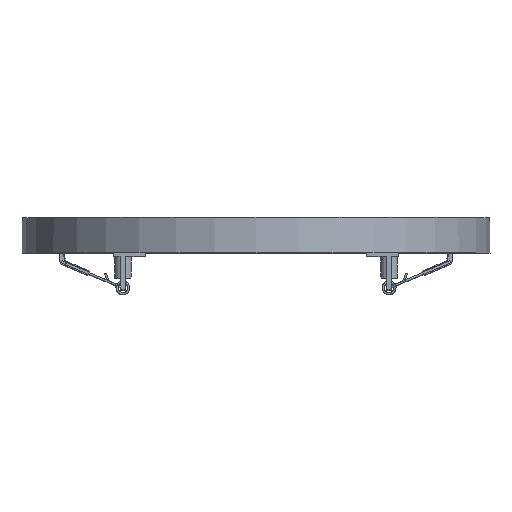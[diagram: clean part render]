
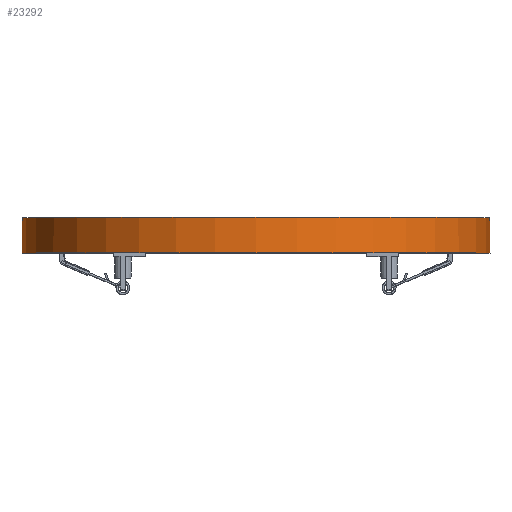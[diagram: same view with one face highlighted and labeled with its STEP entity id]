
A CAD part, top view. The second image highlights one B-rep face of the part: STEP entity #23292.
In plain terms, the highlighted conical face has half-angle 0.6 degrees and reference radius 144.94 mm.
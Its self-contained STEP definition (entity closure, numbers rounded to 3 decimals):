
#912 = AXIS2_PLACEMENT_3D ( 'NONE', #5967, #10007, #4137 ) ;
#1367 = FACE_BOUND ( 'NONE', #5539, .T. ) ;
#2970 = CIRCLE ( 'NONE', #912, 145.054 ) ;
#3235 = CIRCLE ( 'NONE', #23240, 144.824 ) ;
#4137 = DIRECTION ( 'NONE',  ( 1., 0., 0. ) ) ;
#5129 = CARTESIAN_POINT ( 'NONE',  ( 0., 0., -10.901 ) ) ;
#5143 = DIRECTION ( 'NONE',  ( 0., 0., 1. ) ) ;
#5278 = ORIENTED_EDGE ( 'NONE', *, *, #6237, .T. ) ;
#5539 = EDGE_LOOP ( 'NONE', ( #20267 ) ) ;
#5967 = CARTESIAN_POINT ( 'NONE',  ( 0., 0., 0. ) ) ;
#6237 = EDGE_CURVE ( 'NONE', #19482, #19482, #2970, .T. ) ;
#7004 = EDGE_LOOP ( 'NONE', ( #5278 ) ) ;
#7408 = CONICAL_SURFACE ( 'NONE', #22016, 144.94, 0.01 ) ;
#9330 = DIRECTION ( 'NONE',  ( 0., -1., 0. ) ) ;
#10007 = DIRECTION ( 'NONE',  ( 0., 0., -1. ) ) ;
#12961 = CARTESIAN_POINT ( 'NONE',  ( 145.054, 0., 0. ) ) ;
#13227 = CARTESIAN_POINT ( 'NONE',  ( 0., -144.824, -22. ) ) ;
#16478 = EDGE_CURVE ( 'NONE', #21035, #21035, #3235, .T. ) ;
#17056 = FACE_OUTER_BOUND ( 'NONE', #7004, .T. ) ;
#17322 = DIRECTION ( 'NONE',  ( 1., 0., 0. ) ) ;
#19139 = DIRECTION ( 'NONE',  ( 0., 0., 1. ) ) ;
#19482 = VERTEX_POINT ( 'NONE', #12961 ) ;
#20267 = ORIENTED_EDGE ( 'NONE', *, *, #16478, .T. ) ;
#21035 = VERTEX_POINT ( 'NONE', #13227 ) ;
#21350 = CARTESIAN_POINT ( 'NONE',  ( 0., 0., -22. ) ) ;
#22016 = AXIS2_PLACEMENT_3D ( 'NONE', #5129, #19139, #17322 ) ;
#23240 = AXIS2_PLACEMENT_3D ( 'NONE', #21350, #5143, #9330 ) ;
#23292 = ADVANCED_FACE ( 'NONE', ( #1367, #17056 ), #7408, .T. ) ;
